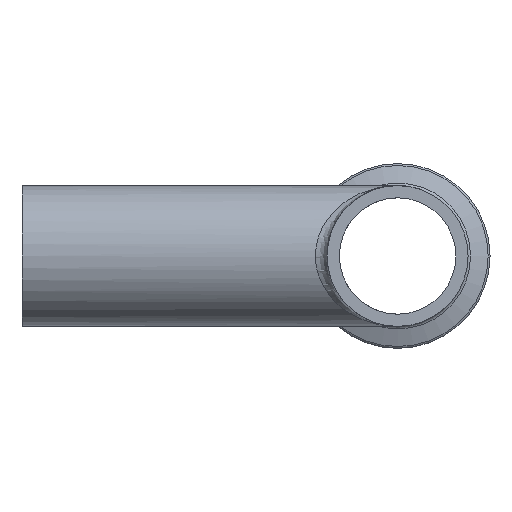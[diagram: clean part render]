
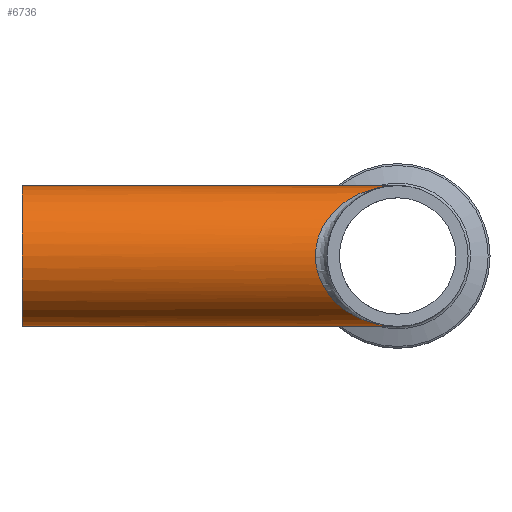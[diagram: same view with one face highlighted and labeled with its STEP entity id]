
A CAD part, left-side view. The second image highlights one B-rep face of the part: STEP entity #6736.
In plain terms, the highlighted cylindrical face has radius 9.525 mm (diameter 19.05 mm), a full revolution.
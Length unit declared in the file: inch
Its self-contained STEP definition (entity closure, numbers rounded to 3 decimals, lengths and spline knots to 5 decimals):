
#85=ELLIPSE('',#7136,0.57622,0.375);
#86=ELLIPSE('',#7137,0.57622,0.375);
#145=FACE_BOUND('',#1272,.T.);
#845=FACE_OUTER_BOUND('',#1271,.T.);
#1271=EDGE_LOOP('',(#6255,#6256));
#1272=EDGE_LOOP('',(#6257));
#2324=CIRCLE('',#7145,0.375);
#3292=VERTEX_POINT('',#14578);
#3293=VERTEX_POINT('',#14579);
#3315=VERTEX_POINT('',#14752);
#4293=EDGE_CURVE('',#3293,#3292,#85,.T.);
#4294=EDGE_CURVE('',#3292,#3293,#86,.T.);
#4299=EDGE_CURVE('',#3315,#3315,#2324,.T.);
#6255=ORIENTED_EDGE('',*,*,#4294,.F.);
#6256=ORIENTED_EDGE('',*,*,#4293,.F.);
#6257=ORIENTED_EDGE('',*,*,#4299,.T.);
#6306=CYLINDRICAL_SURFACE('',#7144,0.375);
#6736=ADVANCED_FACE('',(#845,#145),#6306,.T.);
#7136=AXIS2_PLACEMENT_3D('',#14689,#8396,#8397);
#7137=AXIS2_PLACEMENT_3D('',#14740,#8398,#8399);
#7144=AXIS2_PLACEMENT_3D('',#14751,#8412,#8413);
#7145=AXIS2_PLACEMENT_3D('',#14753,#8414,#8415);
#8396=DIRECTION('center_axis',(-0.759,-0.651,0.));
#8397=DIRECTION('ref_axis',(-0.651,0.759,0.));
#8398=DIRECTION('center_axis',(0.759,-0.651,0.));
#8399=DIRECTION('ref_axis',(0.651,0.759,0.));
#8412=DIRECTION('center_axis',(0.,-1.,0.));
#8413=DIRECTION('ref_axis',(1.,0.,0.));
#8414=DIRECTION('center_axis',(0.,-1.,0.));
#8415=DIRECTION('ref_axis',(1.,0.,0.));
#14578=CARTESIAN_POINT('',(0.,0.,-0.375));
#14579=CARTESIAN_POINT('',(0.,0.,0.375));
#14689=CARTESIAN_POINT('Origin',(0.,0.,0.));
#14740=CARTESIAN_POINT('Origin',(0.,0.,0.));
#14751=CARTESIAN_POINT('Origin',(0.,2.,0.));
#14752=CARTESIAN_POINT('',(-0.375,2.,0.));
#14753=CARTESIAN_POINT('Origin',(0.,2.,0.));
